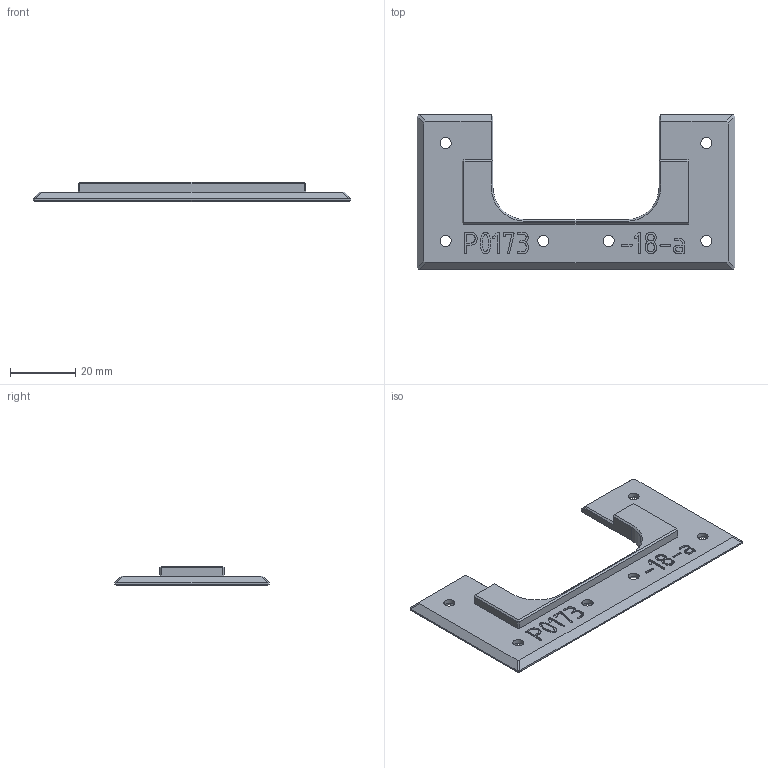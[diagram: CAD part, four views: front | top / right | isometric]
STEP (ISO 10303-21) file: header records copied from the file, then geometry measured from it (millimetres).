
FILE_DESCRIPTION(('FreeCAD Model'),'2;1');
FILE_NAME('Open CASCADE Shape Model','2023-11-01T12:37:07',(''),(''), 'Open CASCADE STEP processor 7.6','FreeCAD','Unknown');
FILE_SCHEMA(('AUTOMOTIVE_DESIGN { 1 0 10303 214 1 1 1 1 }'));
Length unit declared in the file: millimetre
Products named in the file (1): P0173-18-a_Grundplatte_100_50_Kabeleinlass
Bounding box: 97.6 x 47.6 x 6 mm (x, y, z)
Volume: 9727 mm3; surface area: 7419.9 mm2
Topology: 1 solids, 1 shells, 281 faces, 736 edges, 472 vertices
Faces by surface type: extrusion 142, plane 117, cone 10, cylinder 8, bspline 4
Full cylindrical faces by diameter (mm): 3.4 x6
Entity records: 18710 total; most frequent: CARTESIAN_POINT 4886, DIRECTION 2040, VECTOR 1708, LINE 1566, ORIENTED_EDGE 1472, PCURVE 1472, DEFINITIONAL_REPRESENTATION 1472, B_SPLINE_CURVE_WITH_KNOTS 742
